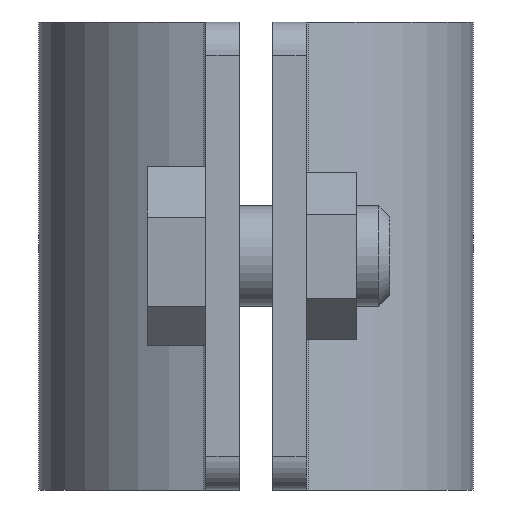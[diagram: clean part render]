
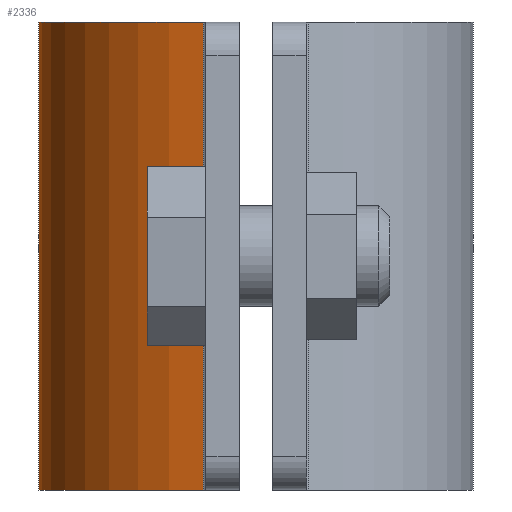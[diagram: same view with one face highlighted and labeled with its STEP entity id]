
A CAD part, left-side view. The second image highlights one B-rep face of the part: STEP entity #2336.
In plain terms, the highlighted cylindrical face has radius 13 mm (diameter 26 mm), a partial arc.
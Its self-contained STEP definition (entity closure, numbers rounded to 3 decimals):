
#6 = DIRECTION ( 'NONE',  ( 0., 0., -1. ) ) ;
#10 = EDGE_LOOP ( 'NONE', ( #896, #576, #2131, #840 ) ) ;
#81 = EDGE_CURVE ( 'NONE', #194, #1678, #1507, .T. ) ;
#194 = VERTEX_POINT ( 'NONE', #1936 ) ;
#220 = AXIS2_PLACEMENT_3D ( 'NONE', #583, #1357, #951 ) ;
#313 = VERTEX_POINT ( 'NONE', #481 ) ;
#335 = EDGE_CURVE ( 'NONE', #495, #1678, #1644, .T. ) ;
#481 = CARTESIAN_POINT ( 'NONE',  ( 12.612, 3.152, 14. ) ) ;
#495 = VERTEX_POINT ( 'NONE', #1474 ) ;
#505 = CARTESIAN_POINT ( 'NONE',  ( 0., 0., -14. ) ) ;
#576 = ORIENTED_EDGE ( 'NONE', *, *, #81, .F. ) ;
#583 = CARTESIAN_POINT ( 'NONE',  ( 0., 0., 14. ) ) ;
#600 = CARTESIAN_POINT ( 'NONE',  ( 0., 0., 14. ) ) ;
#622 = AXIS2_PLACEMENT_3D ( 'NONE', #505, #1842, #2018 ) ;
#665 = CARTESIAN_POINT ( 'NONE',  ( -12.612, 3.152, -14. ) ) ;
#694 = CIRCLE ( 'NONE', #220, 13. ) ;
#733 = CARTESIAN_POINT ( 'NONE',  ( 12.612, 3.152, 14. ) ) ;
#747 = FACE_OUTER_BOUND ( 'NONE', #10, .T. ) ;
#840 = ORIENTED_EDGE ( 'NONE', *, *, #859, .T. ) ;
#859 = EDGE_CURVE ( 'NONE', #313, #495, #1153, .T. ) ;
#896 = ORIENTED_EDGE ( 'NONE', *, *, #335, .T. ) ;
#951 = DIRECTION ( 'NONE',  ( 1., 0., 0. ) ) ;
#959 = EDGE_CURVE ( 'NONE', #313, #194, #694, .T. ) ;
#1153 = LINE ( 'NONE', #733, #2090 ) ;
#1307 = DIRECTION ( 'NONE',  ( 0., 0., -1. ) ) ;
#1357 = DIRECTION ( 'NONE',  ( 0., 0., 1. ) ) ;
#1361 = DIRECTION ( 'NONE',  ( 0., 0., -1. ) ) ;
#1474 = CARTESIAN_POINT ( 'NONE',  ( 12.612, 3.152, -14. ) ) ;
#1507 = LINE ( 'NONE', #2256, #1739 ) ;
#1644 = CIRCLE ( 'NONE', #622, 13. ) ;
#1678 = VERTEX_POINT ( 'NONE', #665 ) ;
#1739 = VECTOR ( 'NONE', #1307, 1000. ) ;
#1842 = DIRECTION ( 'NONE',  ( 0., 0., 1. ) ) ;
#1909 = DIRECTION ( 'NONE',  ( -1., 0., 0. ) ) ;
#1936 = CARTESIAN_POINT ( 'NONE',  ( -12.612, 3.152, 14. ) ) ;
#2018 = DIRECTION ( 'NONE',  ( 1., 0., 0. ) ) ;
#2090 = VECTOR ( 'NONE', #6, 1000. ) ;
#2123 = AXIS2_PLACEMENT_3D ( 'NONE', #600, #1361, #1909 ) ;
#2131 = ORIENTED_EDGE ( 'NONE', *, *, #959, .F. ) ;
#2256 = CARTESIAN_POINT ( 'NONE',  ( -12.612, 3.152, 14. ) ) ;
#2298 = CYLINDRICAL_SURFACE ( 'NONE', #2123, 13. ) ;
#2336 = ADVANCED_FACE ( 'NONE', ( #747 ), #2298, .T. ) ;
